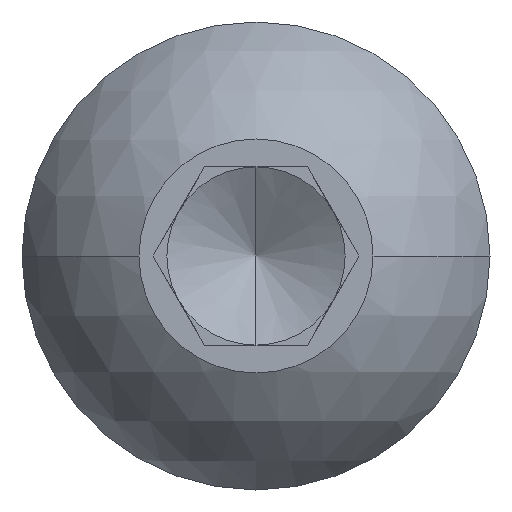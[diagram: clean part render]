
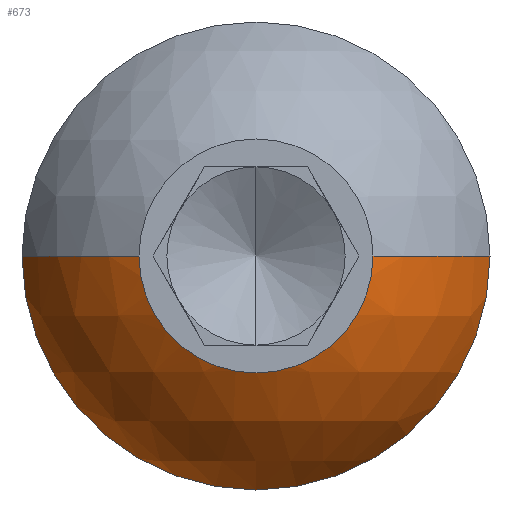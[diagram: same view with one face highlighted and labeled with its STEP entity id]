
A CAD part, left-side view. The second image highlights one B-rep face of the part: STEP entity #673.
In plain terms, the highlighted spherical face has radius 5.647 mm.
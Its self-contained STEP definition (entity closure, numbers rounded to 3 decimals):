
#5 = FACE_OUTER_BOUND ( 'NONE', #129, .T. ) ;
#17 = CIRCLE ( 'NONE', #647, 5.25 ) ;
#34 = SPHERICAL_SURFACE ( 'NONE', #645, 5.647 ) ;
#48 = ORIENTED_EDGE ( 'NONE', *, *, #846, .F. ) ;
#51 = ORIENTED_EDGE ( 'NONE', *, *, #831, .T. ) ;
#64 = ORIENTED_EDGE ( 'NONE', *, *, #759, .T. ) ;
#67 = ORIENTED_EDGE ( 'NONE', *, *, #829, .F. ) ;
#76 = ORIENTED_EDGE ( 'NONE', *, *, #842, .T. ) ;
#100 = VERTEX_POINT ( 'NONE', #479 ) ;
#104 = VERTEX_POINT ( 'NONE', #488 ) ;
#105 = VERTEX_POINT ( 'NONE', #474 ) ;
#123 = VERTEX_POINT ( 'NONE', #468 ) ;
#128 = VERTEX_POINT ( 'NONE', #504 ) ;
#129 = EDGE_LOOP ( 'NONE', ( #64, #76, #51, #48, #67 ) ) ;
#160 = DIRECTION ( 'NONE',  ( -1., 0., 0. ) ) ;
#164 = DIRECTION ( 'NONE',  ( 0., 0., 1. ) ) ;
#174 = CARTESIAN_POINT ( 'NONE',  ( 2.92, 0., 0. ) ) ;
#176 = CARTESIAN_POINT ( 'NONE',  ( 0., 0., 0. ) ) ;
#180 = DIRECTION ( 'NONE',  ( 0., 0., 1. ) ) ;
#182 = DIRECTION ( 'NONE',  ( -1., 0., 0. ) ) ;
#253 = CIRCLE ( 'NONE', #717, 5.25 ) ;
#266 = CIRCLE ( 'NONE', #705, 5.647 ) ;
#270 = CIRCLE ( 'NONE', #704, 5.647 ) ;
#285 = CIRCLE ( 'NONE', #715, 2.625 ) ;
#468 = CARTESIAN_POINT ( 'NONE',  ( 2.92, 5.25, 0. ) ) ;
#474 = CARTESIAN_POINT ( 'NONE',  ( 2.92, -5.25, 0. ) ) ;
#479 = CARTESIAN_POINT ( 'NONE',  ( 0., -2.625, 0. ) ) ;
#488 = CARTESIAN_POINT ( 'NONE',  ( 0., 2.625, 0. ) ) ;
#504 = CARTESIAN_POINT ( 'NONE',  ( 2.92, 0., -5.25 ) ) ;
#508 = CARTESIAN_POINT ( 'NONE',  ( 5., 0., 0. ) ) ;
#511 = DIRECTION ( 'NONE',  ( 0., 0., -1. ) ) ;
#512 = DIRECTION ( 'NONE',  ( 0., 1., 0. ) ) ;
#520 = CARTESIAN_POINT ( 'NONE',  ( 2.92, 0., 0. ) ) ;
#536 = DIRECTION ( 'NONE',  ( 0., 0., 1. ) ) ;
#547 = DIRECTION ( 'NONE',  ( -1., 0., 0. ) ) ;
#583 = DIRECTION ( 'NONE',  ( 0., 1., 0. ) ) ;
#594 = DIRECTION ( 'NONE',  ( 0., 0., -1. ) ) ;
#626 = CARTESIAN_POINT ( 'NONE',  ( 5., 0., 0. ) ) ;
#628 = DIRECTION ( 'NONE',  ( 1., 0., 0. ) ) ;
#629 = DIRECTION ( 'NONE',  ( 0., 0., 1. ) ) ;
#630 = CARTESIAN_POINT ( 'NONE',  ( 5., 0., 0. ) ) ;
#645 = AXIS2_PLACEMENT_3D ( 'NONE', #508, #511, #512 ) ;
#647 = AXIS2_PLACEMENT_3D ( 'NONE', #520, #547, #536 ) ;
#673 = ADVANCED_FACE ( 'NONE', ( #5 ), #34, .T. ) ;
#704 = AXIS2_PLACEMENT_3D ( 'NONE', #630, #594, #583 ) ;
#705 = AXIS2_PLACEMENT_3D ( 'NONE', #626, #629, #628 ) ;
#715 = AXIS2_PLACEMENT_3D ( 'NONE', #176, #182, #180 ) ;
#717 = AXIS2_PLACEMENT_3D ( 'NONE', #174, #160, #164 ) ;
#759 = EDGE_CURVE ( 'NONE', #123, #128, #17, .T. ) ;
#829 = EDGE_CURVE ( 'NONE', #123, #104, #266, .T. ) ;
#831 = EDGE_CURVE ( 'NONE', #105, #100, #270, .T. ) ;
#842 = EDGE_CURVE ( 'NONE', #128, #105, #253, .T. ) ;
#846 = EDGE_CURVE ( 'NONE', #104, #100, #285, .T. ) ;
